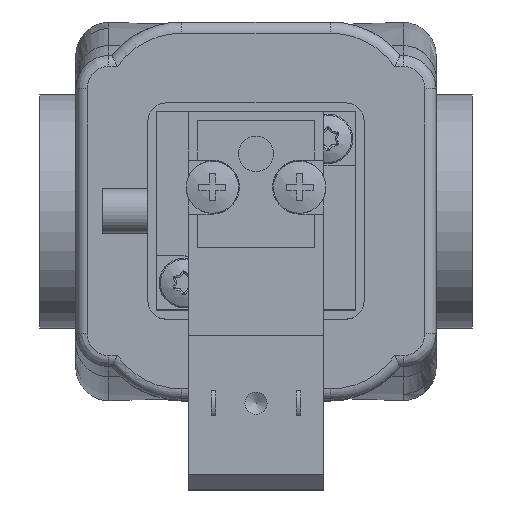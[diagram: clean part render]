
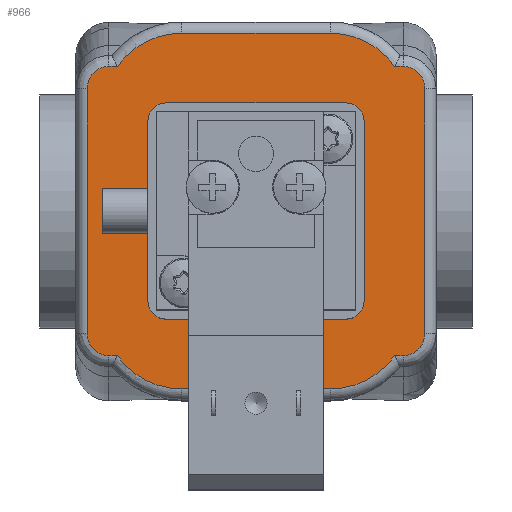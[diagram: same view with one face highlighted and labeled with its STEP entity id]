
A CAD part, top view. The second image highlights one B-rep face of the part: STEP entity #966.
In plain terms, the highlighted planar face has unit normal (0, 0, 1).
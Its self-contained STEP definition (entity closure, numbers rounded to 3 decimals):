
#613=CARTESIAN_POINT('',(-17.0,2.5,27.5));
#614=VERTEX_POINT('',#613);
#631=CARTESIAN_POINT('',(-12.,2.5,27.5));
#632=VERTEX_POINT('',#631);
#639=CARTESIAN_POINT('',(-17.0,2.5,27.5));
#640=DIRECTION('',(1.0,0.0,0.0));
#641=VECTOR('',#640,5.);
#642=LINE('',#639,#641);
#643=EDGE_CURVE('',#614,#632,#642,.T.);
#695=CARTESIAN_POINT('',(-17.0,-2.5,27.5));
#696=VERTEX_POINT('',#695);
#703=CARTESIAN_POINT('',(-12.,-2.5,27.5));
#704=VERTEX_POINT('',#703);
#705=CARTESIAN_POINT('',(-12.,-2.5,27.5));
#706=DIRECTION('',(-1.0,0.0,0.0));
#707=VECTOR('',#706,5.);
#708=LINE('',#705,#707);
#709=EDGE_CURVE('',#704,#696,#708,.T.);
#727=CARTESIAN_POINT('',(-17.0,-2.5,27.5));
#728=DIRECTION('',(0.0,1.0,0.0));
#729=VECTOR('',#728,5.0);
#730=LINE('',#727,#729);
#731=EDGE_CURVE('',#696,#614,#730,.T.);
#738=CARTESIAN_POINT('',(0.,0.,27.5));
#739=DIRECTION('',(0.0,0.0,1.0));
#740=DIRECTION('',(1.0,0.0,0.0));
#741=AXIS2_PLACEMENT_3D('',#738,#739,#740);
#742=PLANE('',#741);
#743=CARTESIAN_POINT('',(-8.25,19.75,27.5));
#744=VERTEX_POINT('',#743);
#745=CARTESIAN_POINT('',(8.25,19.75,27.5));
#746=VERTEX_POINT('',#745);
#747=CARTESIAN_POINT('',(-8.25,19.75,27.5));
#748=DIRECTION('',(1.0,0.0,0.0));
#749=VECTOR('',#748,16.5);
#750=LINE('',#747,#749);
#751=EDGE_CURVE('',#744,#746,#750,.T.);
#752=ORIENTED_EDGE('',*,*,#751,.F.);
#753=CARTESIAN_POINT('',(-15.388,16.061,27.5));
#754=VERTEX_POINT('',#753);
#755=CARTESIAN_POINT('',(-8.25,11.,27.5));
#756=DIRECTION('',(0.0,0.0,-1.0));
#757=DIRECTION('',(-0.447,0.894,0.0));
#758=AXIS2_PLACEMENT_3D('',#755,#756,#757);
#759=CIRCLE('',#758,8.75);
#760=EDGE_CURVE('',#754,#744,#759,.T.);
#761=ORIENTED_EDGE('',*,*,#760,.F.);
#762=CARTESIAN_POINT('',(-16.35,16.061,27.5));
#763=VERTEX_POINT('',#762);
#764=CARTESIAN_POINT('',(-16.35,16.061,27.5));
#765=DIRECTION('',(1.0,0.0,0.0));
#766=VECTOR('',#765,0.962);
#767=LINE('',#764,#766);
#768=EDGE_CURVE('',#763,#754,#767,.T.);
#769=ORIENTED_EDGE('',*,*,#768,.F.);
#770=CARTESIAN_POINT('',(-18.75,13.562,27.5));
#771=VERTEX_POINT('',#770);
#772=CARTESIAN_POINT('',(-18.75,13.562,27.5));
#773=CARTESIAN_POINT('',(-18.75,14.109,27.5));
#774=CARTESIAN_POINT('',(-18.453,15.024,27.5));
#775=CARTESIAN_POINT('',(-17.449,15.882,27.5));
#776=CARTESIAN_POINT('',(-16.715,16.061,27.5));
#777=CARTESIAN_POINT('',(-16.35,16.061,27.5));
#778=B_SPLINE_CURVE_WITH_KNOTS('',3,(#772,#773,#774,#775,#776,#777),.UNSPECIFIED.,.F.,.U.,(4,1,1,4),(0.0,0.164,0.274,0.383),.UNSPECIFIED.);
#779=EDGE_CURVE('',#771,#763,#778,.T.);
#780=ORIENTED_EDGE('',*,*,#779,.F.);
#781=CARTESIAN_POINT('',(-18.75,-13.562,27.5));
#782=VERTEX_POINT('',#781);
#783=CARTESIAN_POINT('',(-18.75,-13.562,27.5));
#784=DIRECTION('',(0.0,1.0,0.0));
#785=VECTOR('',#784,27.124);
#786=LINE('',#783,#785);
#787=EDGE_CURVE('',#782,#771,#786,.T.);
#788=ORIENTED_EDGE('',*,*,#787,.F.);
#789=CARTESIAN_POINT('',(-16.35,-16.061,27.5));
#790=VERTEX_POINT('',#789);
#791=CARTESIAN_POINT('',(-16.35,-16.061,27.5));
#792=CARTESIAN_POINT('',(-16.896,-16.061,27.5));
#793=CARTESIAN_POINT('',(-18.18,-15.577,27.5));
#794=CARTESIAN_POINT('',(-18.75,-14.29,27.5));
#795=CARTESIAN_POINT('',(-18.75,-13.562,27.5));
#796=B_SPLINE_CURVE_WITH_KNOTS('',3,(#791,#792,#793,#794,#795),.UNSPECIFIED.,.F.,.U.,(4,1,4),(0.0,0.164,0.382),.UNSPECIFIED.);
#797=EDGE_CURVE('',#790,#782,#796,.T.);
#798=ORIENTED_EDGE('',*,*,#797,.F.);
#799=CARTESIAN_POINT('',(-15.388,-16.061,27.5));
#800=VERTEX_POINT('',#799);
#801=CARTESIAN_POINT('',(-15.388,-16.061,27.5));
#802=DIRECTION('',(-1.0,0.0,0.0));
#803=VECTOR('',#802,0.962);
#804=LINE('',#801,#803);
#805=EDGE_CURVE('',#800,#790,#804,.T.);
#806=ORIENTED_EDGE('',*,*,#805,.F.);
#807=CARTESIAN_POINT('',(-8.25,-19.75,27.5));
#808=VERTEX_POINT('',#807);
#809=CARTESIAN_POINT('',(-8.25,-11.,27.5));
#810=DIRECTION('',(0.0,0.0,-1.0));
#811=DIRECTION('',(-0.447,-0.894,0.0));
#812=AXIS2_PLACEMENT_3D('',#809,#810,#811);
#813=CIRCLE('',#812,8.75);
#814=EDGE_CURVE('',#808,#800,#813,.T.);
#815=ORIENTED_EDGE('',*,*,#814,.F.);
#816=CARTESIAN_POINT('',(8.25,-19.75,27.5));
#817=VERTEX_POINT('',#816);
#818=CARTESIAN_POINT('',(8.25,-19.75,27.5));
#819=DIRECTION('',(-1.0,0.0,0.0));
#820=VECTOR('',#819,16.5);
#821=LINE('',#818,#820);
#822=EDGE_CURVE('',#817,#808,#821,.T.);
#823=ORIENTED_EDGE('',*,*,#822,.F.);
#824=CARTESIAN_POINT('',(15.388,-16.061,27.5));
#825=VERTEX_POINT('',#824);
#826=CARTESIAN_POINT('',(8.25,-11.,27.5));
#827=DIRECTION('',(0.0,0.0,-1.0));
#828=DIRECTION('',(0.447,-0.894,0.0));
#829=AXIS2_PLACEMENT_3D('',#826,#827,#828);
#830=CIRCLE('',#829,8.75);
#831=EDGE_CURVE('',#825,#817,#830,.T.);
#832=ORIENTED_EDGE('',*,*,#831,.F.);
#833=CARTESIAN_POINT('',(16.35,-16.061,27.5));
#834=VERTEX_POINT('',#833);
#835=CARTESIAN_POINT('',(16.35,-16.061,27.5));
#836=DIRECTION('',(-1.0,0.0,0.0));
#837=VECTOR('',#836,0.962);
#838=LINE('',#835,#837);
#839=EDGE_CURVE('',#834,#825,#838,.T.);
#840=ORIENTED_EDGE('',*,*,#839,.F.);
#841=CARTESIAN_POINT('',(18.75,-13.562,27.5));
#842=VERTEX_POINT('',#841);
#843=CARTESIAN_POINT('',(18.75,-13.562,27.5));
#844=CARTESIAN_POINT('',(18.75,-14.109,27.5));
#845=CARTESIAN_POINT('',(18.453,-15.024,27.5));
#846=CARTESIAN_POINT('',(17.449,-15.882,27.5));
#847=CARTESIAN_POINT('',(16.715,-16.061,27.5));
#848=CARTESIAN_POINT('',(16.35,-16.061,27.5));
#849=B_SPLINE_CURVE_WITH_KNOTS('',3,(#843,#844,#845,#846,#847,#848),.UNSPECIFIED.,.F.,.U.,(4,1,1,4),(0.0,0.164,0.274,0.383),.UNSPECIFIED.);
#850=EDGE_CURVE('',#842,#834,#849,.T.);
#851=ORIENTED_EDGE('',*,*,#850,.F.);
#852=CARTESIAN_POINT('',(18.75,13.562,27.5));
#853=VERTEX_POINT('',#852);
#854=CARTESIAN_POINT('',(18.75,13.562,27.5));
#855=DIRECTION('',(0.0,-1.0,0.0));
#856=VECTOR('',#855,27.124);
#857=LINE('',#854,#856);
#858=EDGE_CURVE('',#853,#842,#857,.T.);
#859=ORIENTED_EDGE('',*,*,#858,.F.);
#860=CARTESIAN_POINT('',(16.35,16.061,27.5));
#861=VERTEX_POINT('',#860);
#862=CARTESIAN_POINT('',(16.35,16.061,27.5));
#863=CARTESIAN_POINT('',(16.896,16.061,27.5));
#864=CARTESIAN_POINT('',(18.18,15.577,27.5));
#865=CARTESIAN_POINT('',(18.75,14.29,27.5));
#866=CARTESIAN_POINT('',(18.75,13.562,27.5));
#867=B_SPLINE_CURVE_WITH_KNOTS('',3,(#862,#863,#864,#865,#866),.UNSPECIFIED.,.F.,.U.,(4,1,4),(0.0,0.164,0.382),.UNSPECIFIED.);
#868=EDGE_CURVE('',#861,#853,#867,.T.);
#869=ORIENTED_EDGE('',*,*,#868,.F.);
#870=CARTESIAN_POINT('',(15.388,16.061,27.5));
#871=VERTEX_POINT('',#870);
#872=CARTESIAN_POINT('',(15.388,16.061,27.5));
#873=DIRECTION('',(1.0,0.0,0.0));
#874=VECTOR('',#873,0.962);
#875=LINE('',#872,#874);
#876=EDGE_CURVE('',#871,#861,#875,.T.);
#877=ORIENTED_EDGE('',*,*,#876,.F.);
#878=CARTESIAN_POINT('',(8.25,11.,27.5));
#879=DIRECTION('',(0.0,0.0,-1.0));
#880=DIRECTION('',(0.447,0.894,0.0));
#881=AXIS2_PLACEMENT_3D('',#878,#879,#880);
#882=CIRCLE('',#881,8.75);
#883=EDGE_CURVE('',#746,#871,#882,.T.);
#884=ORIENTED_EDGE('',*,*,#883,.F.);
#885=EDGE_LOOP('',(#752,#761,#769,#780,#788,#798,#806,#815,#823,#832,#840,#851,#859,#869,#877,#884));
#886=FACE_OUTER_BOUND('',#885,.T.);
#887=ORIENTED_EDGE('',*,*,#709,.T.);
#888=ORIENTED_EDGE('',*,*,#731,.T.);
#889=ORIENTED_EDGE('',*,*,#643,.T.);
#890=CARTESIAN_POINT('',(-12.,10.,27.5));
#891=VERTEX_POINT('',#890);
#892=CARTESIAN_POINT('',(-12.,2.5,27.5));
#893=DIRECTION('',(0.0,1.0,0.0));
#894=VECTOR('',#893,7.5);
#895=LINE('',#892,#894);
#896=EDGE_CURVE('',#632,#891,#895,.T.);
#897=ORIENTED_EDGE('',*,*,#896,.T.);
#898=CARTESIAN_POINT('',(-10.,12.,27.5));
#899=VERTEX_POINT('',#898);
#900=CARTESIAN_POINT('',(-10.,10.,27.5));
#901=DIRECTION('',(0.0,0.0,-1.0));
#902=DIRECTION('',(0.0,1.0,0.0));
#903=AXIS2_PLACEMENT_3D('',#900,#901,#902);
#904=CIRCLE('',#903,2.0);
#905=EDGE_CURVE('',#891,#899,#904,.T.);
#906=ORIENTED_EDGE('',*,*,#905,.T.);
#907=CARTESIAN_POINT('',(10.,12.,27.5));
#908=VERTEX_POINT('',#907);
#909=CARTESIAN_POINT('',(-10.0,12.,27.5));
#910=DIRECTION('',(1.0,0.0,0.0));
#911=VECTOR('',#910,20.);
#912=LINE('',#909,#911);
#913=EDGE_CURVE('',#899,#908,#912,.T.);
#914=ORIENTED_EDGE('',*,*,#913,.T.);
#915=CARTESIAN_POINT('',(12.,10.,27.5));
#916=VERTEX_POINT('',#915);
#917=CARTESIAN_POINT('',(10.,10.,27.5));
#918=DIRECTION('',(0.0,0.0,-1.0));
#919=DIRECTION('',(1.0,0.0,0.0));
#920=AXIS2_PLACEMENT_3D('',#917,#918,#919);
#921=CIRCLE('',#920,2.);
#922=EDGE_CURVE('',#908,#916,#921,.T.);
#923=ORIENTED_EDGE('',*,*,#922,.T.);
#924=CARTESIAN_POINT('',(12.,-10.,27.5));
#925=VERTEX_POINT('',#924);
#926=CARTESIAN_POINT('',(12.,10.,27.5));
#927=DIRECTION('',(0.0,-1.0,0.0));
#928=VECTOR('',#927,20.);
#929=LINE('',#926,#928);
#930=EDGE_CURVE('',#916,#925,#929,.T.);
#931=ORIENTED_EDGE('',*,*,#930,.T.);
#932=CARTESIAN_POINT('',(10.,-12.,27.5));
#933=VERTEX_POINT('',#932);
#934=CARTESIAN_POINT('',(10.,-10.,27.5));
#935=DIRECTION('',(0.0,0.0,-1.0));
#936=DIRECTION('',(0.0,-1.0,0.0));
#937=AXIS2_PLACEMENT_3D('',#934,#935,#936);
#938=CIRCLE('',#937,2.0);
#939=EDGE_CURVE('',#925,#933,#938,.T.);
#940=ORIENTED_EDGE('',*,*,#939,.T.);
#941=CARTESIAN_POINT('',(-10.,-12.,27.5));
#942=VERTEX_POINT('',#941);
#943=CARTESIAN_POINT('',(10.,-12.,27.5));
#944=DIRECTION('',(-1.0,0.0,0.0));
#945=VECTOR('',#944,20.);
#946=LINE('',#943,#945);
#947=EDGE_CURVE('',#933,#942,#946,.T.);
#948=ORIENTED_EDGE('',*,*,#947,.T.);
#949=CARTESIAN_POINT('',(-12.,-10.,27.5));
#950=VERTEX_POINT('',#949);
#951=CARTESIAN_POINT('',(-10.,-10.,27.5));
#952=DIRECTION('',(0.0,0.0,-1.0));
#953=DIRECTION('',(-1.0,0.0,0.0));
#954=AXIS2_PLACEMENT_3D('',#951,#952,#953);
#955=CIRCLE('',#954,2.0);
#956=EDGE_CURVE('',#942,#950,#955,.T.);
#957=ORIENTED_EDGE('',*,*,#956,.T.);
#958=CARTESIAN_POINT('',(-12.,-10.,27.5));
#959=DIRECTION('',(0.0,1.0,0.0));
#960=VECTOR('',#959,7.5);
#961=LINE('',#958,#960);
#962=EDGE_CURVE('',#950,#704,#961,.T.);
#963=ORIENTED_EDGE('',*,*,#962,.T.);
#964=EDGE_LOOP('',(#887,#888,#889,#897,#906,#914,#923,#931,#940,#948,#957,#963));
#965=FACE_BOUND('',#964,.T.);
#966=ADVANCED_FACE('',(#886,#965),#742,.T.);
